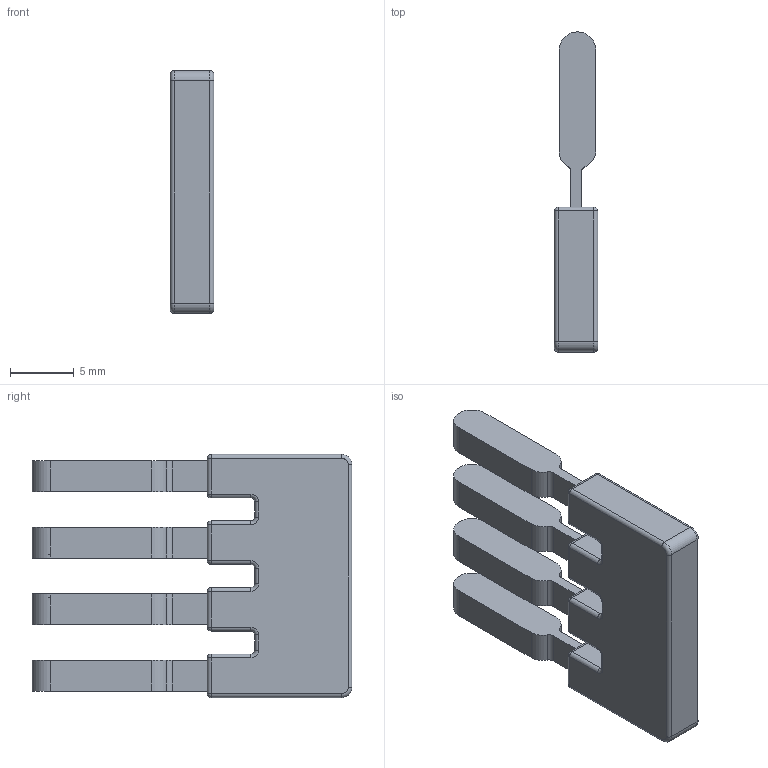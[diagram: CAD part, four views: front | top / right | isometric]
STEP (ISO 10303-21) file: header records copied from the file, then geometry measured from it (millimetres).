
FILE_DESCRIPTION (( 'STEP AP203' ), '1' );
FILE_NAME ('KN-P4J25.step', '2025-04-29T14:02:59', ( '' ), ( '' ), 'SwSTEP 2.0', 'SolidWorks 2024', '' );
FILE_SCHEMA (( 'CONFIG_CONTROL_DESIGN' ));
Length unit declared in the file: millimetre
Products named in the file (1): KN-P4J25
Bounding box: 3.4 x 25 x 19 mm (x, y, z)
Volume: 957.5 mm3; surface area: 1169.2 mm2
Topology: 1 solids, 1 shells, 152 faces, 374 edges, 212 vertices
Faces by surface type: cylinder 72, plane 48, torus 16, sphere 16
Entity records: 4473 total; most frequent: CARTESIAN_POINT 819, DIRECTION 810, ORIENTED_EDGE 716, EDGE_CURVE 358, AXIS2_PLACEMENT_3D 307, VERTEX_POINT 212, LINE 196, VECTOR 196
